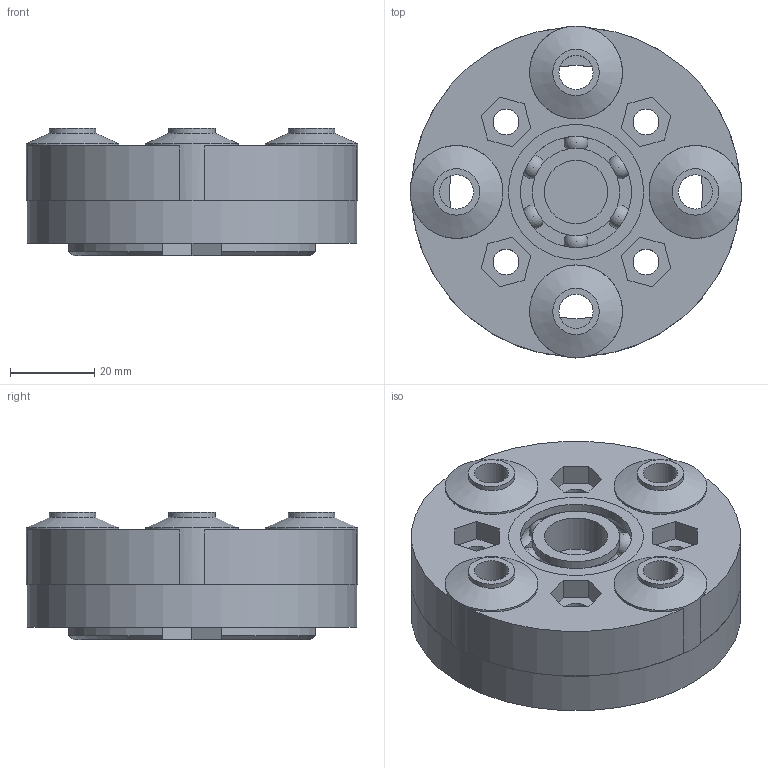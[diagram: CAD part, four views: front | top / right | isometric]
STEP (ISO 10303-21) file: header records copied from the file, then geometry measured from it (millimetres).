
FILE_DESCRIPTION(/* description */ (''),/* implementation_level */ '2;1');
FILE_NAME(/* name */ 'OutputHub.step',/* time_stamp */ '2025-05-04T16:42:49+02:00',/* author */ (''),/* organization */ (''),/* preprocessor_version */ 'ST-DEVELOPER v20.1',/* originating_system */ 'Autodesk Translation Framework v14.4.0.0',/* authorisation */ '');
FILE_SCHEMA (('AUTOMOTIVE_DESIGN { 1 0 10303 214 3 1 1 }'));
Length unit declared in the file: millimetre
Products named in the file (9): OutputHub; 6002 2RS Deep Groove Ball Bearings 15mm x 32mm x 9mm; OuterRing; InnerRing; Ball; 681-2RS Deep Groove Ball Bearings 60mm Bore 78mm OD 10mm; OuterRing_1; InnerRing_1; Ball_1
Assembly tree (31 placements, depth 3):
  OutputHub
    6002 2RS Deep Groove Ball Bearings 15mm x 32mm x 9mm
      OuterRing
      InnerRing
      Ball  x6
    681-2RS Deep Groove Ball Bearings 60mm Bore 78mm OD 10mm
      OuterRing_1
      InnerRing_1
      Ball_1  x19
Bounding box: 78.57 x 78.57 x 30.2 mm (x, y, z)
Volume: 92431 mm3; surface area: 39686.3 mm2
Topology: 30 solids, 30 shells, 148 faces, 385 edges, 254 vertices
Faces by surface type: plane 73, cylinder 38, sphere 25, cone 8, torus 4
Full cylindrical faces by diameter (mm): 6.1 x4, 8.1 x4, 11 x4, 15 x1, 20.667 x2, 22 x4, 26.333 x2, 30 x1, 32 x2, 60 x1, 66 x2, 72 x2, 78 x1
Entity records: 4249 total; most frequent: DIRECTION 736, CARTESIAN_POINT 701, ORIENTED_EDGE 624, EDGE_CURVE 312, AXIS2_PLACEMENT_3D 267, VERTEX_POINT 208, LINE 202, VECTOR 202
